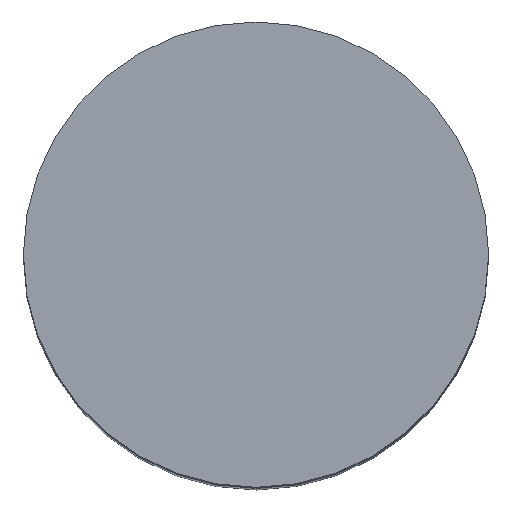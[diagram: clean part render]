
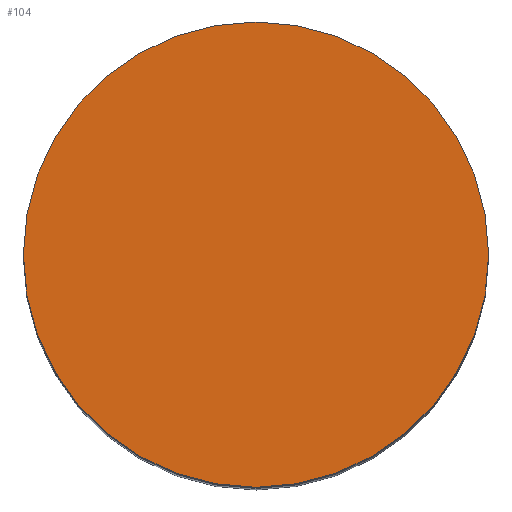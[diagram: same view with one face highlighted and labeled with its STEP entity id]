
A CAD part, top view. The second image highlights one B-rep face of the part: STEP entity #104.
In plain terms, the highlighted planar face has unit normal (0, 0, 1).
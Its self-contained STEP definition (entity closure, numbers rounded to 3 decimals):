
#96=PLANE('',#228);
#97=FACE_OUTER_BOUND('',#147,.T.);
#104=ADVANCED_FACE('',(#97),#96,.T.);
#147=EDGE_LOOP('',(#169));
#169=ORIENTED_EDGE('',*,*,#202,.T.);
#190=VERTEX_POINT('',#303);
#202=EDGE_CURVE('',#190,#190,#213,.T.);
#213=CIRCLE('',#227,3.);
#227=AXIS2_PLACEMENT_3D('',#302,#257,#258);
#228=AXIS2_PLACEMENT_3D('',#304,#259,#260);
#257=DIRECTION('',(0.,0.,1.));
#258=DIRECTION('',(1.,0.,0.));
#259=DIRECTION('',(0.,0.,1.));
#260=DIRECTION('',(1.,0.,0.));
#302=CARTESIAN_POINT('',(0.,0.,7.9));
#303=CARTESIAN_POINT('',(3.,0.,7.9));
#304=CARTESIAN_POINT('',(0.,0.,7.9));
